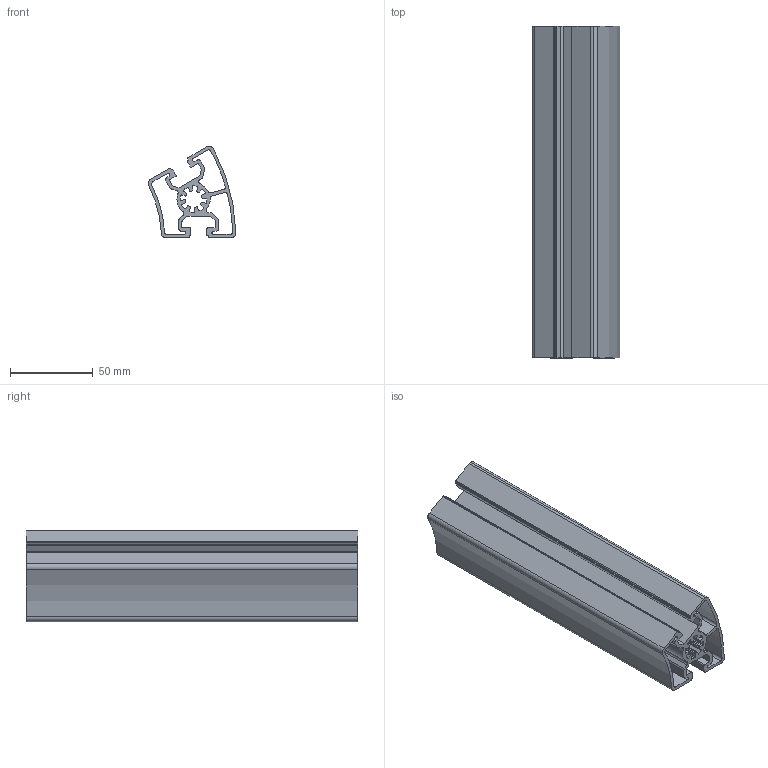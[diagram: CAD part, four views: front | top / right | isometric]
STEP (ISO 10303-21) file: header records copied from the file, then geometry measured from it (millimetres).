
FILE_DESCRIPTION (( 'STEP AP203' ), '1' );
FILE_NAME ('411993013_c_1.STEP', '2022-10-23T15:13:08', ( '' ), ( '' ), 'SwSTEP 2.0', 'SolidWorks 2014', '' );
FILE_SCHEMA (( 'CONFIG_CONTROL_DESIGN' ));
Length unit declared in the file: millimetre
Products named in the file (1): 411993013_c_1
Bounding box: 52.96 x 200 x 55.13 mm (x, y, z)
Volume: 137738.1 mm3; surface area: 122020.7 mm2
Topology: 1 solids, 1 shells, 199 faces, 591 edges, 394 vertices
Faces by surface type: cylinder 131, plane 68
Entity records: 6880 total; most frequent: DIRECTION 1253, CARTESIAN_POINT 1185, ORIENTED_EDGE 1182, EDGE_CURVE 591, AXIS2_PLACEMENT_3D 462, VERTEX_POINT 394, LINE 329, VECTOR 329
